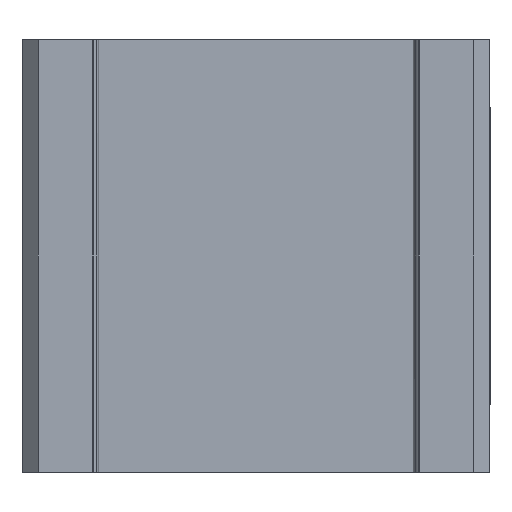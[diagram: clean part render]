
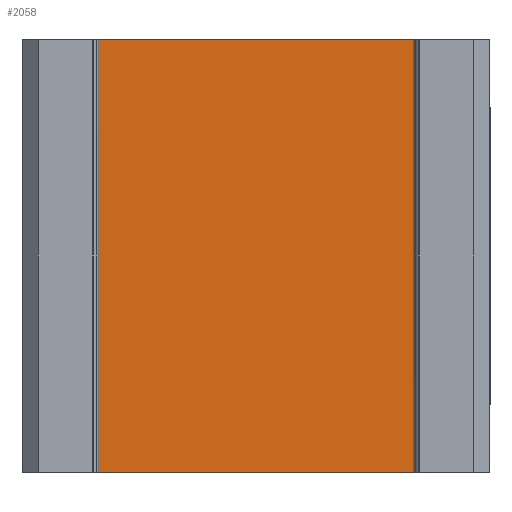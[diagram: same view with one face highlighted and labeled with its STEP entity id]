
A CAD part, front view. The second image highlights one B-rep face of the part: STEP entity #2058.
In plain terms, the highlighted planar face has unit normal (0, -1, 0).
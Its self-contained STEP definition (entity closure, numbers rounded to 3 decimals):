
#42=PLANE('',#2230);
#210=FACE_OUTER_BOUND('',#356,.T.);
#356=EDGE_LOOP('',(#1498,#1499,#1500,#1501));
#492=LINE('',#3216,#686);
#493=LINE('',#3218,#687);
#494=LINE('',#3220,#688);
#495=LINE('',#3221,#689);
#686=VECTOR('',#2496,41.116);
#687=VECTOR('',#2497,55.5);
#688=VECTOR('',#2498,41.116);
#689=VECTOR('',#2499,55.5);
#990=VERTEX_POINT('',#3214);
#991=VERTEX_POINT('',#3215);
#992=VERTEX_POINT('',#3217);
#993=VERTEX_POINT('',#3219);
#1194=EDGE_CURVE('',#990,#991,#492,.T.);
#1195=EDGE_CURVE('',#991,#992,#493,.T.);
#1196=EDGE_CURVE('',#992,#993,#494,.T.);
#1197=EDGE_CURVE('',#993,#990,#495,.T.);
#1498=ORIENTED_EDGE('',*,*,#1194,.T.);
#1499=ORIENTED_EDGE('',*,*,#1195,.T.);
#1500=ORIENTED_EDGE('',*,*,#1196,.T.);
#1501=ORIENTED_EDGE('',*,*,#1197,.T.);
#2058=ADVANCED_FACE('',(#210),#42,.T.);
#2230=AXIS2_PLACEMENT_3D('',#3213,#2494,#2495);
#2494=DIRECTION('center_axis',(0.,-1.,0.));
#2495=DIRECTION('ref_axis',(0.,0.,-1.));
#2496=DIRECTION('',(1.,0.,0.));
#2497=DIRECTION('',(0.,0.,1.));
#2498=DIRECTION('',(-1.,0.,0.));
#2499=DIRECTION('',(0.,0.,-1.));
#3213=CARTESIAN_POINT('Origin',(20.558,2.58,19.05));
#3214=CARTESIAN_POINT('',(-20.558,2.58,-27.75));
#3215=CARTESIAN_POINT('',(20.558,2.58,-27.75));
#3216=CARTESIAN_POINT('',(20.558,2.58,-27.75));
#3217=CARTESIAN_POINT('',(20.558,2.58,27.75));
#3218=CARTESIAN_POINT('',(20.558,2.58,19.05));
#3219=CARTESIAN_POINT('',(-20.558,2.58,27.75));
#3220=CARTESIAN_POINT('',(20.558,2.58,27.75));
#3221=CARTESIAN_POINT('',(-20.558,2.58,19.05));
